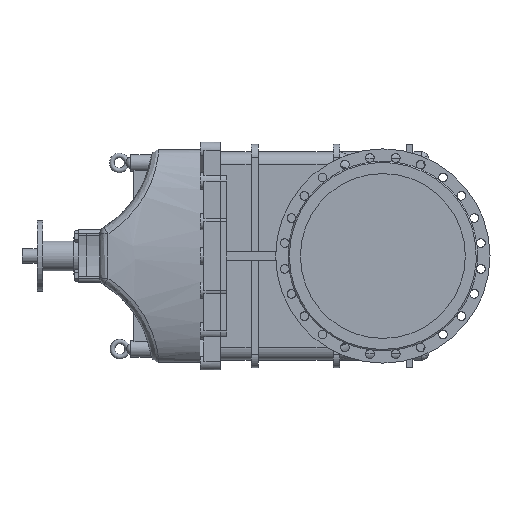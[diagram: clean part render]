
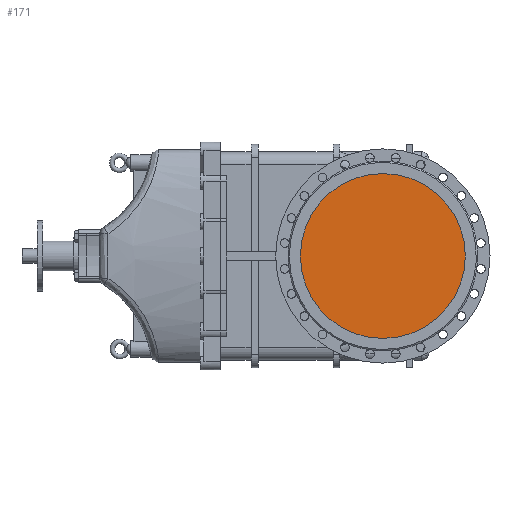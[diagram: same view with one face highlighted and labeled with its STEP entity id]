
A CAD part, left-side view. The second image highlights one B-rep face of the part: STEP entity #171.
In plain terms, the highlighted planar face has unit normal (-1, 0, 0).
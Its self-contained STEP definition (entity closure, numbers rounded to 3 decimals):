
#171=ADVANCED_FACE('',(#33914),#33916,.F.);
#33914=FACE_BOUND('',#33915,.T.);
#33915=EDGE_LOOP('',(#74150));
#33916=PLANE('',#33917);
#33917=AXIS2_PLACEMENT_3D('',#33918,#33919,#33920);
#33918=CARTESIAN_POINT('',(55.386,308.572,14309.388));
#33919=DIRECTION('',(1.,0.,0.));
#33920=DIRECTION('',(0.,0.,1.));
#74150=ORIENTED_EDGE('',*,*,#96527,.F.);
#96527=EDGE_CURVE('',#110768,#110768,#110769,.T.);
#110768=VERTEX_POINT('',#135590);
#110769=CIRCLE('',#135591,376.584);
#135590=CARTESIAN_POINT('',(55.386,319.308,14705.321));
#135591=AXIS2_PLACEMENT_3D('',#135592,#135593,#135594);
#135592=CARTESIAN_POINT('',(55.386,470.25,14360.311));
#135593=DIRECTION('',(1.,0.,0.));
#135594=DIRECTION('',(0.,1.,0.));
